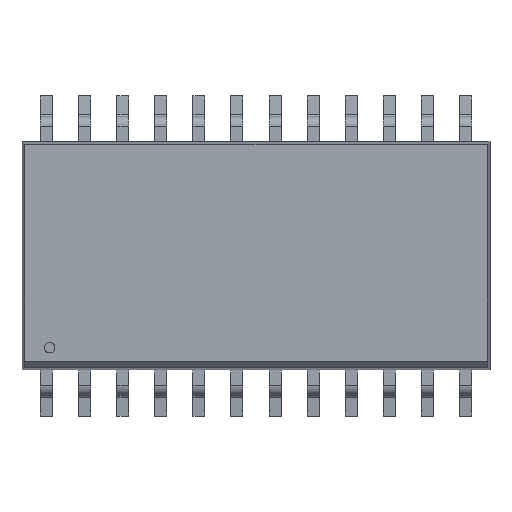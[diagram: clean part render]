
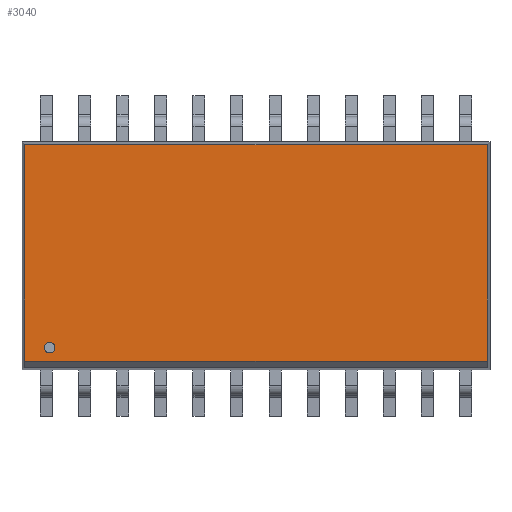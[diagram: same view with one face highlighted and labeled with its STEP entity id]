
A CAD part, top view. The second image highlights one B-rep face of the part: STEP entity #3040.
In plain terms, the highlighted planar face has unit normal (0, 0, 1).
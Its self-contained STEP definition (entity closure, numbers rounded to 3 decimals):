
#143 = ORIENTED_EDGE ( 'NONE', *, *, #3960, .T. ) ;
#204 = DIRECTION ( 'NONE',  ( 0., 0., 1. ) ) ;
#242 = LINE ( 'NONE', #1477, #4618 ) ;
#683 = CARTESIAN_POINT ( 'NONE',  ( -7.056, -3.059, 2.35 ) ) ;
#1234 = AXIS2_PLACEMENT_3D ( 'NONE', #19636, #1664, #6514 ) ;
#1466 = CARTESIAN_POINT ( 'NONE',  ( -6.7, -3.059, 2.35 ) ) ;
#1477 = CARTESIAN_POINT ( 'NONE',  ( 7.71, -3.51, 2.35 ) ) ;
#1664 = DIRECTION ( 'NONE',  ( 0., 0., -1. ) ) ;
#2393 = VERTEX_POINT ( 'NONE', #18322 ) ;
#2576 = CARTESIAN_POINT ( 'NONE',  ( -7.71, 0., 2.35 ) ) ;
#2864 = ORIENTED_EDGE ( 'NONE', *, *, #11921, .T. ) ;
#3040 = ADVANCED_FACE ( 'NONE', ( #8845, #14871 ), #3380, .F. ) ;
#3380 = PLANE ( 'NONE',  #1234 ) ;
#3421 = CARTESIAN_POINT ( 'NONE',  ( -6.878, -3.059, 2.35 ) ) ;
#3561 = DIRECTION ( 'NONE',  ( 0., 0., 1. ) ) ;
#3598 = EDGE_CURVE ( 'NONE', #15651, #16883, #14697, .T. ) ;
#3960 = EDGE_CURVE ( 'NONE', #2393, #14135, #4407, .T. ) ;
#4407 = LINE ( 'NONE', #5049, #6185 ) ;
#4618 = VECTOR ( 'NONE', #14489, 1000. ) ;
#4950 = EDGE_CURVE ( 'NONE', #16883, #15651, #14595, .T. ) ;
#5017 = AXIS2_PLACEMENT_3D ( 'NONE', #16699, #204, #5363 ) ;
#5049 = CARTESIAN_POINT ( 'NONE',  ( 0., 3.71, 2.35 ) ) ;
#5222 = VECTOR ( 'NONE', #5848, 1000. ) ;
#5363 = DIRECTION ( 'NONE',  ( 1., 0., 0. ) ) ;
#5457 = CARTESIAN_POINT ( 'NONE',  ( -7.71, -3.51, 2.35 ) ) ;
#5848 = DIRECTION ( 'NONE',  ( 0., -1., 0. ) ) ;
#6185 = VECTOR ( 'NONE', #14634, 1000. ) ;
#6514 = DIRECTION ( 'NONE',  ( -1., 0., 0. ) ) ;
#6751 = CARTESIAN_POINT ( 'NONE',  ( 7.71, -3.51, 2.35 ) ) ;
#7195 = ORIENTED_EDGE ( 'NONE', *, *, #3598, .F. ) ;
#7563 = AXIS2_PLACEMENT_3D ( 'NONE', #3421, #3561, #16172 ) ;
#8149 = DIRECTION ( 'NONE',  ( 0., 1., 0. ) ) ;
#8845 = FACE_OUTER_BOUND ( 'NONE', #18148, .T. ) ;
#9742 = VECTOR ( 'NONE', #8149, 1000. ) ;
#9934 = CARTESIAN_POINT ( 'NONE',  ( 7.71, 0., 2.35 ) ) ;
#11649 = ORIENTED_EDGE ( 'NONE', *, *, #4950, .F. ) ;
#11921 = EDGE_CURVE ( 'NONE', #12533, #2393, #19078, .T. ) ;
#12533 = VERTEX_POINT ( 'NONE', #6751 ) ;
#12743 = EDGE_LOOP ( 'NONE', ( #11649, #7195 ) ) ;
#13740 = VERTEX_POINT ( 'NONE', #5457 ) ;
#14135 = VERTEX_POINT ( 'NONE', #19831 ) ;
#14489 = DIRECTION ( 'NONE',  ( 1., 0., 0. ) ) ;
#14595 = CIRCLE ( 'NONE', #5017, 0.178 ) ;
#14634 = DIRECTION ( 'NONE',  ( -1., 0., 0. ) ) ;
#14697 = CIRCLE ( 'NONE', #7563, 0.178 ) ;
#14863 = LINE ( 'NONE', #2576, #5222 ) ;
#14871 = FACE_BOUND ( 'NONE', #12743, .T. ) ;
#15651 = VERTEX_POINT ( 'NONE', #683 ) ;
#15956 = ORIENTED_EDGE ( 'NONE', *, *, #19306, .T. ) ;
#16172 = DIRECTION ( 'NONE',  ( 1., 0., 0. ) ) ;
#16699 = CARTESIAN_POINT ( 'NONE',  ( -6.878, -3.059, 2.35 ) ) ;
#16883 = VERTEX_POINT ( 'NONE', #1466 ) ;
#18122 = EDGE_CURVE ( 'NONE', #14135, #13740, #14863, .T. ) ;
#18148 = EDGE_LOOP ( 'NONE', ( #20560, #15956, #2864, #143 ) ) ;
#18322 = CARTESIAN_POINT ( 'NONE',  ( 7.71, 3.71, 2.35 ) ) ;
#19078 = LINE ( 'NONE', #9934, #9742 ) ;
#19306 = EDGE_CURVE ( 'NONE', #13740, #12533, #242, .T. ) ;
#19636 = CARTESIAN_POINT ( 'NONE',  ( 0., 0., 2.35 ) ) ;
#19831 = CARTESIAN_POINT ( 'NONE',  ( -7.71, 3.71, 2.35 ) ) ;
#20560 = ORIENTED_EDGE ( 'NONE', *, *, #18122, .T. ) ;
